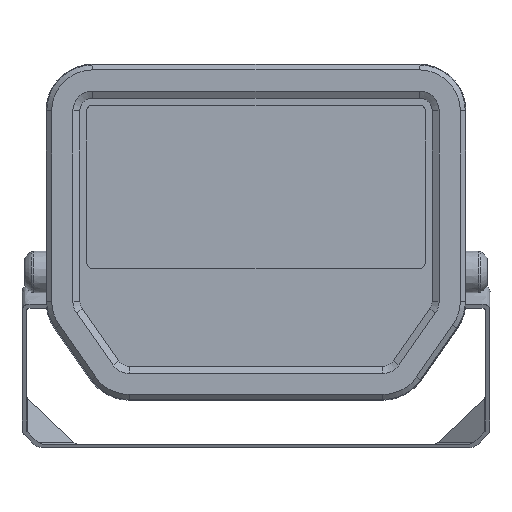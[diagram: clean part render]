
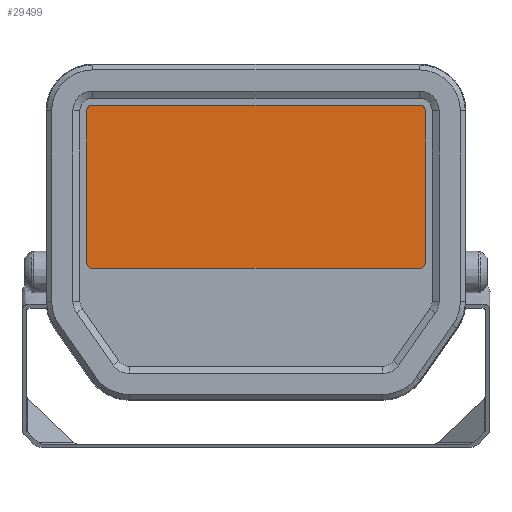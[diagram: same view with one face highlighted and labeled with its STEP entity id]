
A CAD part, top view. The second image highlights one B-rep face of the part: STEP entity #29499.
In plain terms, the highlighted face is planar.
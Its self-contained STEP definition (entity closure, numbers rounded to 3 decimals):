
#1581 = VERTEX_POINT ( 'NONE', #11482 ) ;
#1622 = VERTEX_POINT ( 'NONE', #33099 ) ;
#2518 = EDGE_CURVE ( 'NONE', #1581, #38210, #27751, .T. ) ;
#3130 = LINE ( 'NONE', #20544, #31633 ) ;
#3366 = DIRECTION ( 'NONE',  ( 0., -1., 0. ) ) ;
#3473 = PLANE ( 'NONE',  #15218 ) ;
#3576 = DIRECTION ( 'NONE',  ( -1., 0., 0. ) ) ;
#3914 = FACE_OUTER_BOUND ( 'NONE', #4396, .T. ) ;
#4396 = EDGE_LOOP ( 'NONE', ( #28769, #41991, #35122, #39799, #42482, #29198, #20021, #27317 ) ) ;
#4993 = DIRECTION ( 'NONE',  ( 0., 0., -1. ) ) ;
#5903 = AXIS2_PLACEMENT_3D ( 'NONE', #18195, #22019, #39665 ) ;
#6126 = EDGE_CURVE ( 'NONE', #1622, #26953, #13207, .T. ) ;
#7443 = LINE ( 'NONE', #10347, #8387 ) ;
#8387 = VECTOR ( 'NONE', #20584, 1000. ) ;
#8501 = AXIS2_PLACEMENT_3D ( 'NONE', #35583, #4993, #39171 ) ;
#8788 = CIRCLE ( 'NONE', #33726, 2.5 ) ;
#9137 = CARTESIAN_POINT ( 'NONE',  ( -72.5, 144.272, -60.962 ) ) ;
#10173 = CARTESIAN_POINT ( 'NONE',  ( 72.5, 79.272, -60.962 ) ) ;
#10347 = CARTESIAN_POINT ( 'NONE',  ( -72.5, 144.272, -60.962 ) ) ;
#11482 = CARTESIAN_POINT ( 'NONE',  ( -70., 76.772, -60.962 ) ) ;
#12782 = DIRECTION ( 'NONE',  ( 1., 0., 0. ) ) ;
#13207 = LINE ( 'NONE', #19673, #38875 ) ;
#14918 = CARTESIAN_POINT ( 'NONE',  ( 70., 144.272, -60.962 ) ) ;
#15218 = AXIS2_PLACEMENT_3D ( 'NONE', #34281, #38091, #20866 ) ;
#16190 = EDGE_CURVE ( 'NONE', #30107, #1581, #28134, .T. ) ;
#16558 = CIRCLE ( 'NONE', #20132, 2.5 ) ;
#18195 = CARTESIAN_POINT ( 'NONE',  ( 70., 79.272, -60.962 ) ) ;
#19568 = EDGE_CURVE ( 'NONE', #38210, #26476, #7443, .T. ) ;
#19673 = CARTESIAN_POINT ( 'NONE',  ( -70., 146.772, -60.962 ) ) ;
#20021 = ORIENTED_EDGE ( 'NONE', *, *, #21186, .T. ) ;
#20132 = AXIS2_PLACEMENT_3D ( 'NONE', #22177, #31819, #28468 ) ;
#20544 = CARTESIAN_POINT ( 'NONE',  ( 72.5, 144.272, -60.962 ) ) ;
#20573 = EDGE_CURVE ( 'NONE', #34792, #30107, #40825, .T. ) ;
#20584 = DIRECTION ( 'NONE',  ( 0., 1., 0. ) ) ;
#20634 = EDGE_CURVE ( 'NONE', #26476, #1622, #16558, .T. ) ;
#20866 = DIRECTION ( 'NONE',  ( -1., 0., 0. ) ) ;
#21186 = EDGE_CURVE ( 'NONE', #37548, #34792, #3130, .T. ) ;
#21466 = CARTESIAN_POINT ( 'NONE',  ( 72.5, 144.272, -60.962 ) ) ;
#22019 = DIRECTION ( 'NONE',  ( 0., 0., -1. ) ) ;
#22177 = CARTESIAN_POINT ( 'NONE',  ( -70., 144.272, -60.962 ) ) ;
#24769 = DIRECTION ( 'NONE',  ( 0., 0., -1. ) ) ;
#26476 = VERTEX_POINT ( 'NONE', #9137 ) ;
#26953 = VERTEX_POINT ( 'NONE', #32817 ) ;
#27317 = ORIENTED_EDGE ( 'NONE', *, *, #20573, .T. ) ;
#27751 = CIRCLE ( 'NONE', #8501, 2.5 ) ;
#28134 = LINE ( 'NONE', #38425, #31102 ) ;
#28468 = DIRECTION ( 'NONE',  ( -1., 0., 0. ) ) ;
#28769 = ORIENTED_EDGE ( 'NONE', *, *, #16190, .T. ) ;
#29198 = ORIENTED_EDGE ( 'NONE', *, *, #30313, .T. ) ;
#29499 = ADVANCED_FACE ( 'NONE', ( #3914 ), #3473, .T. ) ;
#30107 = VERTEX_POINT ( 'NONE', #34844 ) ;
#30313 = EDGE_CURVE ( 'NONE', #26953, #37548, #8788, .T. ) ;
#31102 = VECTOR ( 'NONE', #3576, 1000. ) ;
#31633 = VECTOR ( 'NONE', #3366, 1000. ) ;
#31819 = DIRECTION ( 'NONE',  ( 0., 0., -1. ) ) ;
#31998 = CARTESIAN_POINT ( 'NONE',  ( -72.5, 79.272, -60.962 ) ) ;
#32817 = CARTESIAN_POINT ( 'NONE',  ( 70., 146.772, -60.962 ) ) ;
#33099 = CARTESIAN_POINT ( 'NONE',  ( -70., 146.772, -60.962 ) ) ;
#33726 = AXIS2_PLACEMENT_3D ( 'NONE', #14918, #24769, #35657 ) ;
#34281 = CARTESIAN_POINT ( 'NONE',  ( -70., 144.272, -60.962 ) ) ;
#34792 = VERTEX_POINT ( 'NONE', #10173 ) ;
#34844 = CARTESIAN_POINT ( 'NONE',  ( 70., 76.772, -60.962 ) ) ;
#35122 = ORIENTED_EDGE ( 'NONE', *, *, #19568, .T. ) ;
#35583 = CARTESIAN_POINT ( 'NONE',  ( -70., 79.272, -60.962 ) ) ;
#35657 = DIRECTION ( 'NONE',  ( -1., 0., 0. ) ) ;
#37548 = VERTEX_POINT ( 'NONE', #21466 ) ;
#38091 = DIRECTION ( 'NONE',  ( 0., 0., -1. ) ) ;
#38210 = VERTEX_POINT ( 'NONE', #31998 ) ;
#38425 = CARTESIAN_POINT ( 'NONE',  ( -70., 76.772, -60.962 ) ) ;
#38875 = VECTOR ( 'NONE', #12782, 1000. ) ;
#39171 = DIRECTION ( 'NONE',  ( -1., 0., 0. ) ) ;
#39665 = DIRECTION ( 'NONE',  ( -1., 0., 0. ) ) ;
#39799 = ORIENTED_EDGE ( 'NONE', *, *, #20634, .T. ) ;
#40825 = CIRCLE ( 'NONE', #5903, 2.5 ) ;
#41991 = ORIENTED_EDGE ( 'NONE', *, *, #2518, .T. ) ;
#42482 = ORIENTED_EDGE ( 'NONE', *, *, #6126, .T. ) ;
